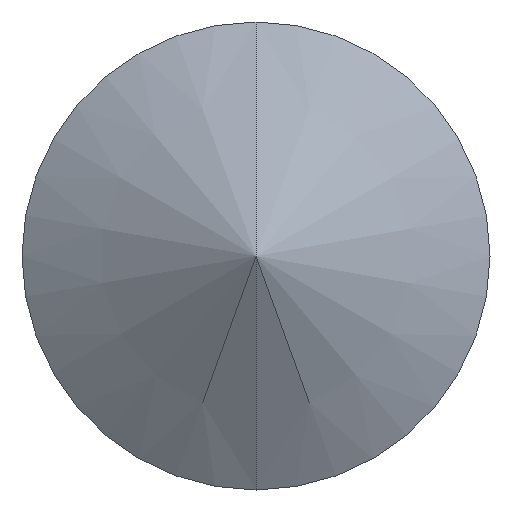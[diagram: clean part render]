
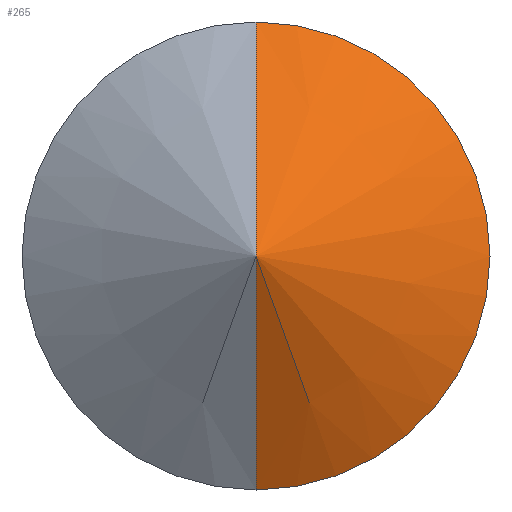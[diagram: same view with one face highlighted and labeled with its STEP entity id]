
A CAD part, front view. The second image highlights one B-rep face of the part: STEP entity #265.
In plain terms, the highlighted conical face has half-angle 60 degrees and reference radius 1732.05 mm.
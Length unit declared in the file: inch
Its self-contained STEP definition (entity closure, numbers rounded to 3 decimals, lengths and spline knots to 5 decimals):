
#1 = FACE_OUTER_BOUND ( 'NONE', #89, .T. ) ;
#6 = DIRECTION ( 'NONE',  ( 0., 0., -1. ) ) ;
#12 = VERTEX_POINT ( 'NONE', #139 ) ;
#17 = VERTEX_POINT ( 'NONE', #57 ) ;
#23 = VECTOR ( 'NONE', #257, 39.37008 ) ;
#44 = AXIS2_PLACEMENT_3D ( 'NONE', #152, #175, #6 ) ;
#49 = CIRCLE ( 'NONE', #44, 0.09375 ) ;
#57 = CARTESIAN_POINT ( 'NONE',  ( 0., 0.05413, -0.09375 ) ) ;
#74 = EDGE_CURVE ( 'NONE', #17, #12, #49, .T. ) ;
#75 = VECTOR ( 'NONE', #195, 39.37008 ) ;
#80 = ORIENTED_EDGE ( 'NONE', *, *, #206, .F. ) ;
#89 = EDGE_LOOP ( 'NONE', ( #80, #162, #200 ) ) ;
#91 = CARTESIAN_POINT ( 'NONE',  ( 0., 0., 0. ) ) ;
#128 = CARTESIAN_POINT ( 'NONE',  ( 0., 39.37008, 0. ) ) ;
#129 = EDGE_CURVE ( 'NONE', #228, #17, #198, .T. ) ;
#132 = LINE ( 'NONE', #91, #23 ) ;
#139 = CARTESIAN_POINT ( 'NONE',  ( 0., 0.05413, 0.09375 ) ) ;
#143 = AXIS2_PLACEMENT_3D ( 'NONE', #128, #233, #237 ) ;
#152 = CARTESIAN_POINT ( 'NONE',  ( 0., 0.05413, 0. ) ) ;
#162 = ORIENTED_EDGE ( 'NONE', *, *, #129, .T. ) ;
#175 = DIRECTION ( 'NONE',  ( 0., -1., 0. ) ) ;
#195 = DIRECTION ( 'NONE',  ( 0., 0.5, -0.866 ) ) ;
#198 = LINE ( 'NONE', #222, #75 ) ;
#200 = ORIENTED_EDGE ( 'NONE', *, *, #74, .T. ) ;
#206 = EDGE_CURVE ( 'NONE', #228, #12, #132, .T. ) ;
#222 = CARTESIAN_POINT ( 'NONE',  ( 0., 0., 0. ) ) ;
#228 = VERTEX_POINT ( 'NONE', #253 ) ;
#233 = DIRECTION ( 'NONE',  ( 0., 1., 0. ) ) ;
#237 = DIRECTION ( 'NONE',  ( 0., 0., 1. ) ) ;
#245 = CONICAL_SURFACE ( 'NONE', #143, 68.19098, 1.047 ) ;
#253 = CARTESIAN_POINT ( 'NONE',  ( 0., 0., 0. ) ) ;
#257 = DIRECTION ( 'NONE',  ( 0., 0.5, 0.866 ) ) ;
#265 = ADVANCED_FACE ( 'NONE', ( #1 ), #245, .T. ) ;
